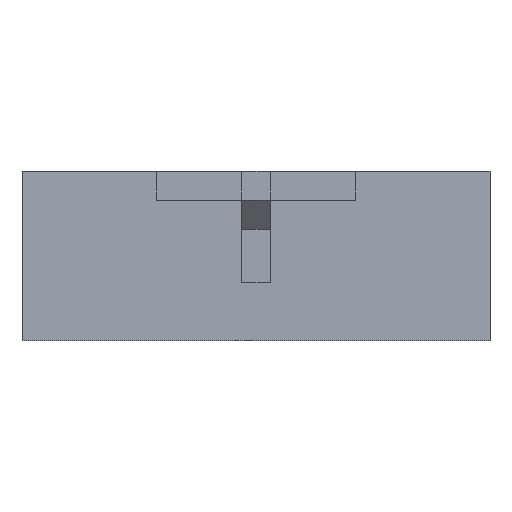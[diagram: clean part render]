
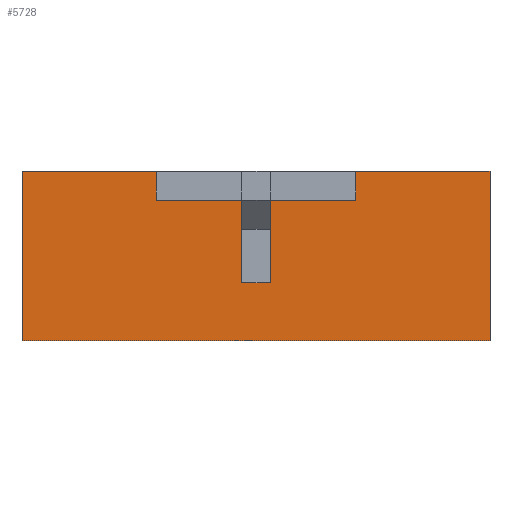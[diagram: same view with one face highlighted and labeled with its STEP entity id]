
A CAD part, left-side view. The second image highlights one B-rep face of the part: STEP entity #5728.
In plain terms, the highlighted planar face has unit normal (-1, 0, 0).
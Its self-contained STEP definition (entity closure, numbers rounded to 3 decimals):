
#32 = VERTEX_POINT('',#33);
#33 = CARTESIAN_POINT('',(-17.26,-0.65,
    -1.2));
#39 = EDGE_CURVE('',#40,#32,#42,.T.);
#40 = VERTEX_POINT('',#41);
#41 = CARTESIAN_POINT('',(-17.26,-0.65,2.5));
#42 = LINE('',#43,#44);
#43 = CARTESIAN_POINT('',(-17.26,-0.65,2.5));
#44 = VECTOR('',#45,1.);
#45 = DIRECTION('',(0.,0.,-1.));
#70 = EDGE_CURVE('',#71,#40,#73,.T.);
#71 = VERTEX_POINT('',#72);
#72 = CARTESIAN_POINT('',(-17.26,-4.475,2.5));
#73 = LINE('',#74,#75);
#74 = CARTESIAN_POINT('',(-17.26,-4.475,2.5));
#75 = VECTOR('',#76,1.);
#76 = DIRECTION('',(0.,1.,0.));
#166 = VERTEX_POINT('',#167);
#167 = CARTESIAN_POINT('',(-17.26,-4.475,
    3.8));
#173 = EDGE_CURVE('',#174,#166,#176,.T.);
#174 = VERTEX_POINT('',#175);
#175 = CARTESIAN_POINT('',(-17.26,-10.5,3.8));
#176 = LINE('',#177,#178);
#177 = CARTESIAN_POINT('',(-17.26,-10.5,3.8));
#178 = VECTOR('',#179,1.);
#179 = DIRECTION('',(0.,1.,0.));
#278 = VERTEX_POINT('',#279);
#279 = CARTESIAN_POINT('',(-17.26,10.5,3.8));
#285 = EDGE_CURVE('',#286,#278,#288,.T.);
#286 = VERTEX_POINT('',#287);
#287 = CARTESIAN_POINT('',(-17.26,4.475,3.8
    ));
#288 = LINE('',#289,#290);
#289 = CARTESIAN_POINT('',(-17.26,4.475,3.8
    ));
#290 = VECTOR('',#291,1.);
#291 = DIRECTION('',(0.,1.,0.));
#4523 = VERTEX_POINT('',#4524);
#4524 = CARTESIAN_POINT('',(-17.26,-10.5,-3.8));
#4530 = EDGE_CURVE('',#4531,#4523,#4533,.T.);
#4531 = VERTEX_POINT('',#4532);
#4532 = CARTESIAN_POINT('',(-17.26,10.5,-3.8));
#4533 = LINE('',#4534,#4535);
#4534 = CARTESIAN_POINT('',(-17.26,10.5,-3.8));
#4535 = VECTOR('',#4536,1.);
#4536 = DIRECTION('',(0.,-1.,0.));
#5528 = EDGE_CURVE('',#5529,#286,#5531,.T.);
#5529 = VERTEX_POINT('',#5530);
#5530 = CARTESIAN_POINT('',(-17.26,4.475,2.5));
#5531 = LINE('',#5532,#5533);
#5532 = CARTESIAN_POINT('',(-17.26,4.475,2.5));
#5533 = VECTOR('',#5534,1.);
#5534 = DIRECTION('',(0.,0.,1.));
#5551 = EDGE_CURVE('',#5552,#5529,#5554,.T.);
#5552 = VERTEX_POINT('',#5553);
#5553 = CARTESIAN_POINT('',(-17.26,0.65,2.5));
#5554 = LINE('',#5555,#5556);
#5555 = CARTESIAN_POINT('',(-17.26,0.65,2.5));
#5556 = VECTOR('',#5557,1.);
#5557 = DIRECTION('',(0.,1.,0.));
#5728 = ADVANCED_FACE('',(#5729),#5770,.T.);
#5729 = FACE_BOUND('',#5730,.T.);
#5730 = EDGE_LOOP('',(#5731,#5732,#5733,#5741,#5747,#5748,#5749,#5750,
    #5756,#5757,#5763,#5764));
#5731 = ORIENTED_EDGE('',*,*,#70,.T.);
#5732 = ORIENTED_EDGE('',*,*,#39,.T.);
#5733 = ORIENTED_EDGE('',*,*,#5734,.T.);
#5734 = EDGE_CURVE('',#32,#5735,#5737,.T.);
#5735 = VERTEX_POINT('',#5736);
#5736 = CARTESIAN_POINT('',(-17.26,0.65,
    -1.2));
#5737 = LINE('',#5738,#5739);
#5738 = CARTESIAN_POINT('',(-17.26,-0.65,
    -1.2));
#5739 = VECTOR('',#5740,1.);
#5740 = DIRECTION('',(0.,1.,0.));
#5741 = ORIENTED_EDGE('',*,*,#5742,.T.);
#5742 = EDGE_CURVE('',#5735,#5552,#5743,.T.);
#5743 = LINE('',#5744,#5745);
#5744 = CARTESIAN_POINT('',(-17.26,0.65,
    -1.2));
#5745 = VECTOR('',#5746,1.);
#5746 = DIRECTION('',(0.,0.,1.));
#5747 = ORIENTED_EDGE('',*,*,#5551,.T.);
#5748 = ORIENTED_EDGE('',*,*,#5528,.T.);
#5749 = ORIENTED_EDGE('',*,*,#285,.T.);
#5750 = ORIENTED_EDGE('',*,*,#5751,.T.);
#5751 = EDGE_CURVE('',#278,#4531,#5752,.T.);
#5752 = LINE('',#5753,#5754);
#5753 = CARTESIAN_POINT('',(-17.26,10.5,3.8));
#5754 = VECTOR('',#5755,1.);
#5755 = DIRECTION('',(0.,0.,-1.));
#5756 = ORIENTED_EDGE('',*,*,#4530,.T.);
#5757 = ORIENTED_EDGE('',*,*,#5758,.T.);
#5758 = EDGE_CURVE('',#4523,#174,#5759,.T.);
#5759 = LINE('',#5760,#5761);
#5760 = CARTESIAN_POINT('',(-17.26,-10.5,-3.8));
#5761 = VECTOR('',#5762,1.);
#5762 = DIRECTION('',(0.,0.,1.));
#5763 = ORIENTED_EDGE('',*,*,#173,.T.);
#5764 = ORIENTED_EDGE('',*,*,#5765,.T.);
#5765 = EDGE_CURVE('',#166,#71,#5766,.T.);
#5766 = LINE('',#5767,#5768);
#5767 = CARTESIAN_POINT('',(-17.26,-4.475,
    3.8));
#5768 = VECTOR('',#5769,1.);
#5769 = DIRECTION('',(0.,0.,-1.));
#5770 = PLANE('',#5771);
#5771 = AXIS2_PLACEMENT_3D('',#5772,#5773,#5774);
#5772 = CARTESIAN_POINT('',(-17.26,0.,-0.051));
#5773 = DIRECTION('',(-1.,-0.,-0.));
#5774 = DIRECTION('',(0.,0.,-1.));
